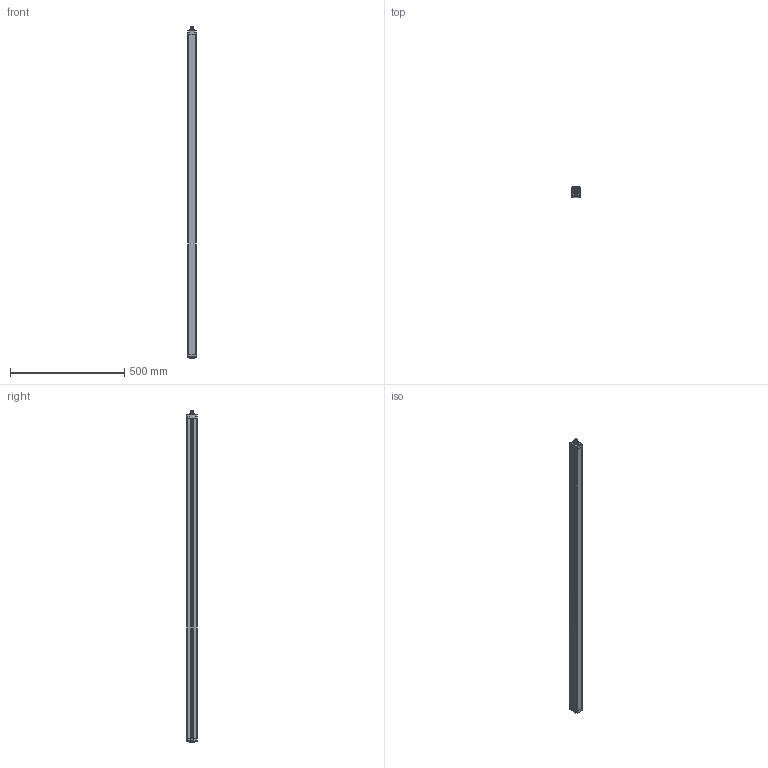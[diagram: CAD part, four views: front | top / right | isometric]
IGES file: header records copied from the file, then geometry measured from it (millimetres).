
Start section:  PTC IGES file: 157330.igs
Global section: file name: 157330.igs; native system: Pro/ENGINEER by Parametric Technology Corporation; preprocessor: 2009141; author: banengservice; organization: Unknown; date: 20110303.113917; units: inch
Bounding box: 36 x 45.76 x 1452.71 mm (x, y, z)
Volume: 896440.6 mm3; surface area: 533952.1 mm2
Topology: 1 solids, 1 shells, 866 faces, 2272 edges, 1421 vertices
Faces by surface type: revolution 461, bspline 405
